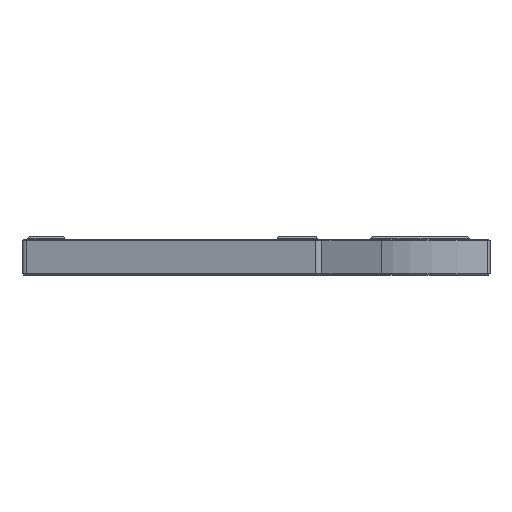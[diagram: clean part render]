
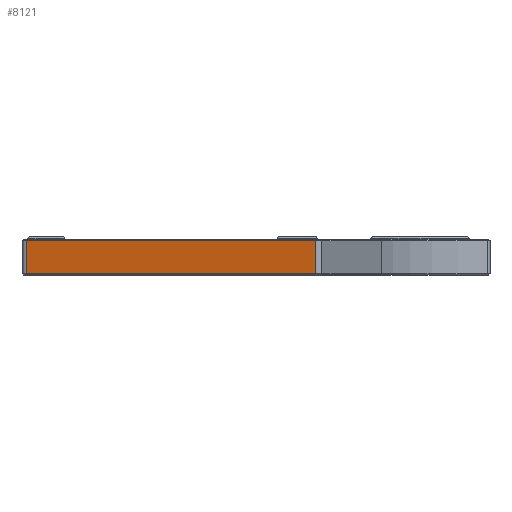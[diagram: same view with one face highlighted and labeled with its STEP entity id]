
A CAD part, left-side view. The second image highlights one B-rep face of the part: STEP entity #8121.
In plain terms, the highlighted planar face has unit normal (-0.966, 0.259, 0).
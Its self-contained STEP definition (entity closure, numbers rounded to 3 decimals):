
#401=LINE('',#13249,#1054);
#455=LINE('',#13424,#1108);
#456=LINE('',#13427,#1109);
#457=LINE('',#13428,#1110);
#1054=VECTOR('',#10571,10.);
#1108=VECTOR('',#10751,10.);
#1109=VECTOR('',#10754,10.);
#1110=VECTOR('',#10755,2.);
#1956=FACE_OUTER_BOUND('',#2530,.T.);
#2530=EDGE_LOOP('',(#6229,#6230,#6231,#6232));
#3741=VERTEX_POINT('',#13195);
#3754=VERTEX_POINT('',#13245);
#3812=VERTEX_POINT('',#13422);
#3813=VERTEX_POINT('',#13426);
#4616=EDGE_CURVE('',#3741,#3754,#401,.T.);
#4700=EDGE_CURVE('',#3812,#3741,#455,.T.);
#4701=EDGE_CURVE('',#3813,#3812,#456,.T.);
#4702=EDGE_CURVE('',#3754,#3813,#457,.T.);
#6229=ORIENTED_EDGE('',*,*,#4701,.F.);
#6230=ORIENTED_EDGE('',*,*,#4702,.F.);
#6231=ORIENTED_EDGE('',*,*,#4616,.F.);
#6232=ORIENTED_EDGE('',*,*,#4700,.F.);
#7811=PLANE('',#8959);
#8121=ADVANCED_FACE('',(#1956),#7811,.F.);
#8959=AXIS2_PLACEMENT_3D('',#13425,#10752,#10753);
#10571=DIRECTION('',(0.259,0.966,0.));
#10751=DIRECTION('',(0.,0.,-1.));
#10752=DIRECTION('center_axis',(0.966,-0.259,0.));
#10753=DIRECTION('ref_axis',(0.259,0.966,0.));
#10754=DIRECTION('',(-0.259,-0.966,0.));
#10755=DIRECTION('',(0.,0.,1.));
#13195=CARTESIAN_POINT('',(-174.17,-17.602,-6.7));
#13245=CARTESIAN_POINT('',(-146.021,87.461,-6.7));
#13249=CARTESIAN_POINT('',(-165.906,13.242,-6.7));
#13422=CARTESIAN_POINT('',(-174.17,-17.602,5.3));
#13424=CARTESIAN_POINT('',(-174.17,-17.602,-7.2));
#13425=CARTESIAN_POINT('Origin',(-174.687,-19.535,-7.2));
#13426=CARTESIAN_POINT('',(-146.021,87.461,5.3));
#13427=CARTESIAN_POINT('',(-165.906,13.242,5.3));
#13428=CARTESIAN_POINT('',(-146.021,87.461,-7.2));
